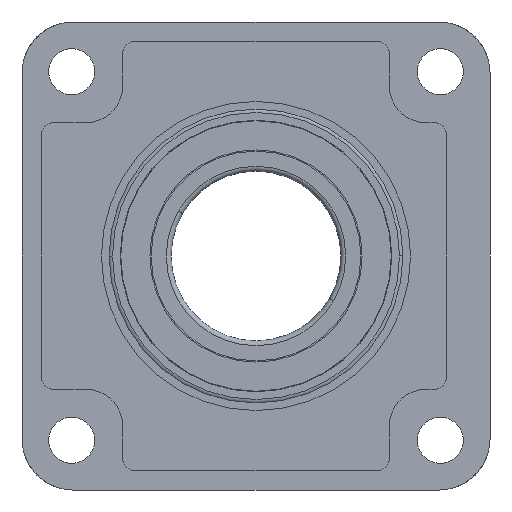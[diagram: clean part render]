
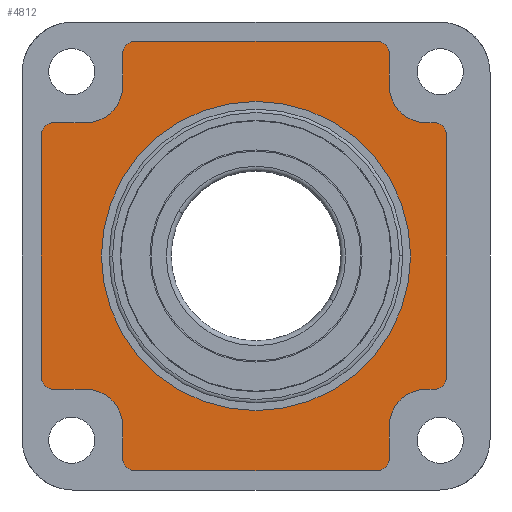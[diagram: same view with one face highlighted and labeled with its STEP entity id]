
A CAD part, front view. The second image highlights one B-rep face of the part: STEP entity #4812.
In plain terms, the highlighted planar face has unit normal (0, -1, 0).
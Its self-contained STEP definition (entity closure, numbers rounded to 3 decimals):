
#1165=CARTESIAN_POINT('',(0.,-19.,0.));
#1166=DIRECTION('',(0.,1.,0.));
#1167=DIRECTION('',(-1.,0.,0.));
#1168=AXIS2_PLACEMENT_3D('',#1165,#1166,#1167);
#1170=CARTESIAN_POINT('',(0.,-19.,0.));
#1171=DIRECTION('',(0.,1.,0.));
#1172=DIRECTION('',(1.,0.,0.));
#1173=AXIS2_PLACEMENT_3D('',#1170,#1171,#1172);
#1175=CARTESIAN_POINT('',(50.,-19.,-83.5));
#1176=DIRECTION('',(0.,-1.,0.));
#1177=DIRECTION('',(0.,0.,-1.));
#1178=AXIS2_PLACEMENT_3D('',#1175,#1176,#1177);
#1180=DIRECTION('',(1.,0.,0.));
#1181=VECTOR('',#1180,100.);
#1182=CARTESIAN_POINT('',(-50.,-19.,-88.5));
#1183=LINE('',#1182,#1181);
#1184=CARTESIAN_POINT('',(-50.,-19.,-83.5));
#1185=DIRECTION('',(0.,-1.,0.));
#1186=DIRECTION('',(-1.,0.,0.));
#1187=AXIS2_PLACEMENT_3D('',#1184,#1185,#1186);
#1189=DIRECTION('',(0.,0.,-1.));
#1190=VECTOR('',#1189,13.5);
#1191=CARTESIAN_POINT('',(-55.,-19.,-70.));
#1192=LINE('',#1191,#1190);
#1193=CARTESIAN_POINT('',(-70.,-19.,-70.));
#1194=DIRECTION('',(0.,1.,0.));
#1195=DIRECTION('',(0.,0.,1.));
#1196=AXIS2_PLACEMENT_3D('',#1193,#1194,#1195);
#1198=DIRECTION('',(1.,0.,0.));
#1199=VECTOR('',#1198,13.5);
#1200=CARTESIAN_POINT('',(-83.5,-19.,-55.));
#1201=LINE('',#1200,#1199);
#1202=CARTESIAN_POINT('',(-83.5,-19.,-50.));
#1203=DIRECTION('',(0.,-1.,0.));
#1204=DIRECTION('',(-1.,0.,0.));
#1205=AXIS2_PLACEMENT_3D('',#1202,#1203,#1204);
#1207=DIRECTION('',(0.,0.,-1.));
#1208=VECTOR('',#1207,100.);
#1209=CARTESIAN_POINT('',(-88.5,-19.,50.));
#1210=LINE('',#1209,#1208);
#1211=CARTESIAN_POINT('',(-83.5,-19.,50.));
#1212=DIRECTION('',(0.,-1.,0.));
#1213=DIRECTION('',(0.,0.,1.));
#1214=AXIS2_PLACEMENT_3D('',#1211,#1212,#1213);
#1216=DIRECTION('',(-1.,0.,0.));
#1217=VECTOR('',#1216,13.5);
#1218=CARTESIAN_POINT('',(-70.,-19.,55.));
#1219=LINE('',#1218,#1217);
#1220=CARTESIAN_POINT('',(-70.,-19.,70.));
#1221=DIRECTION('',(0.,1.,0.));
#1222=DIRECTION('',(1.,0.,0.));
#1223=AXIS2_PLACEMENT_3D('',#1220,#1221,#1222);
#1225=DIRECTION('',(0.,0.,-1.));
#1226=VECTOR('',#1225,13.5);
#1227=CARTESIAN_POINT('',(-55.,-19.,83.5));
#1228=LINE('',#1227,#1226);
#1229=CARTESIAN_POINT('',(-50.,-19.,83.5));
#1230=DIRECTION('',(0.,-1.,0.));
#1231=DIRECTION('',(0.,0.,1.));
#1232=AXIS2_PLACEMENT_3D('',#1229,#1230,#1231);
#1234=DIRECTION('',(-1.,0.,0.));
#1235=VECTOR('',#1234,100.);
#1236=CARTESIAN_POINT('',(50.,-19.,88.5));
#1237=LINE('',#1236,#1235);
#1238=CARTESIAN_POINT('',(50.,-19.,83.5));
#1239=DIRECTION('',(0.,-1.,0.));
#1240=DIRECTION('',(1.,0.,0.));
#1241=AXIS2_PLACEMENT_3D('',#1238,#1239,#1240);
#1243=DIRECTION('',(0.,0.,1.));
#1244=VECTOR('',#1243,13.5);
#1245=CARTESIAN_POINT('',(55.,-19.,70.));
#1246=LINE('',#1245,#1244);
#1247=CARTESIAN_POINT('',(70.,-19.,70.));
#1248=DIRECTION('',(0.,1.,0.));
#1249=DIRECTION('',(0.,0.,-1.));
#1250=AXIS2_PLACEMENT_3D('',#1247,#1248,#1249);
#1252=DIRECTION('',(-1.,0.,0.));
#1253=VECTOR('',#1252,3.5);
#1254=CARTESIAN_POINT('',(73.5,-19.,55.));
#1255=LINE('',#1254,#1253);
#1256=CARTESIAN_POINT('',(73.5,-19.,50.));
#1257=DIRECTION('',(0.,-1.,0.));
#1258=DIRECTION('',(1.,0.,0.));
#1259=AXIS2_PLACEMENT_3D('',#1256,#1257,#1258);
#1261=DIRECTION('',(0.,0.,1.));
#1262=VECTOR('',#1261,100.);
#1263=CARTESIAN_POINT('',(78.5,-19.,-50.));
#1264=LINE('',#1263,#1262);
#1265=CARTESIAN_POINT('',(73.5,-19.,-50.));
#1266=DIRECTION('',(0.,-1.,0.));
#1267=DIRECTION('',(0.,0.,-1.));
#1268=AXIS2_PLACEMENT_3D('',#1265,#1266,#1267);
#1270=DIRECTION('',(1.,0.,0.));
#1271=VECTOR('',#1270,3.5);
#1272=CARTESIAN_POINT('',(70.,-19.,-55.));
#1273=LINE('',#1272,#1271);
#1274=CARTESIAN_POINT('',(70.,-19.,-70.));
#1275=DIRECTION('',(0.,1.,0.));
#1276=DIRECTION('',(-1.,0.,0.));
#1277=AXIS2_PLACEMENT_3D('',#1274,#1275,#1276);
#1279=DIRECTION('',(0.,0.,1.));
#1280=VECTOR('',#1279,13.5);
#1281=CARTESIAN_POINT('',(55.,-19.,-83.5));
#1282=LINE('',#1281,#1280);
#2973=CARTESIAN_POINT('',(-63.75,-19.,0.));
#2974=VERTEX_POINT('',#2973);
#2975=CARTESIAN_POINT('',(63.75,-19.,0.));
#2976=VERTEX_POINT('',#2975);
#3029=CARTESIAN_POINT('',(55.,-19.,-70.));
#3030=CARTESIAN_POINT('',(70.,-19.,-55.));
#3031=VERTEX_POINT('',#3029);
#3032=VERTEX_POINT('',#3030);
#3033=CARTESIAN_POINT('',(70.,-19.,55.));
#3034=CARTESIAN_POINT('',(55.,-19.,70.));
#3035=VERTEX_POINT('',#3033);
#3036=VERTEX_POINT('',#3034);
#3037=CARTESIAN_POINT('',(-55.,-19.,70.));
#3038=CARTESIAN_POINT('',(-70.,-19.,55.));
#3039=VERTEX_POINT('',#3037);
#3040=VERTEX_POINT('',#3038);
#3041=CARTESIAN_POINT('',(-70.,-19.,-55.));
#3042=CARTESIAN_POINT('',(-55.,-19.,-70.));
#3043=VERTEX_POINT('',#3041);
#3044=VERTEX_POINT('',#3042);
#3061=CARTESIAN_POINT('',(50.,-19.,-88.5));
#3062=CARTESIAN_POINT('',(55.,-19.,-83.5));
#3063=VERTEX_POINT('',#3061);
#3064=VERTEX_POINT('',#3062);
#3069=CARTESIAN_POINT('',(-55.,-19.,-83.5));
#3070=CARTESIAN_POINT('',(-50.,-19.,-88.5));
#3071=VERTEX_POINT('',#3069);
#3072=VERTEX_POINT('',#3070);
#3077=CARTESIAN_POINT('',(-88.5,-19.,-50.));
#3078=CARTESIAN_POINT('',(-83.5,-19.,-55.));
#3079=VERTEX_POINT('',#3077);
#3080=VERTEX_POINT('',#3078);
#3085=CARTESIAN_POINT('',(73.5,-19.,-55.));
#3086=CARTESIAN_POINT('',(78.5,-19.,-50.));
#3087=VERTEX_POINT('',#3085);
#3088=VERTEX_POINT('',#3086);
#3093=CARTESIAN_POINT('',(-83.5,-19.,55.));
#3094=CARTESIAN_POINT('',(-88.5,-19.,50.));
#3095=VERTEX_POINT('',#3093);
#3096=VERTEX_POINT('',#3094);
#3101=CARTESIAN_POINT('',(-50.,-19.,88.5));
#3102=CARTESIAN_POINT('',(-55.,-19.,83.5));
#3103=VERTEX_POINT('',#3101);
#3104=VERTEX_POINT('',#3102);
#3109=CARTESIAN_POINT('',(78.5,-19.,50.));
#3110=VERTEX_POINT('',#3109);
#3111=CARTESIAN_POINT('',(50.,-19.,88.5));
#3112=VERTEX_POINT('',#3111);
#3117=CARTESIAN_POINT('',(55.,-19.,83.5));
#3118=VERTEX_POINT('',#3117);
#3121=CARTESIAN_POINT('',(73.5,-19.,55.));
#3122=VERTEX_POINT('',#3121);
#4753=CARTESIAN_POINT('',(0.,-19.,0.));
#4754=DIRECTION('',(0.,-1.,0.));
#4755=DIRECTION('',(-1.,0.,0.));
#4756=AXIS2_PLACEMENT_3D('',#4753,#4754,#4755);
#4757=PLANE('',#4756);
#4759=ORIENTED_EDGE('',*,*,#4758,.F.);
#4761=ORIENTED_EDGE('',*,*,#4760,.F.);
#4763=ORIENTED_EDGE('',*,*,#4762,.F.);
#4765=ORIENTED_EDGE('',*,*,#4764,.F.);
#4767=ORIENTED_EDGE('',*,*,#4766,.F.);
#4769=ORIENTED_EDGE('',*,*,#4768,.F.);
#4771=ORIENTED_EDGE('',*,*,#4770,.F.);
#4773=ORIENTED_EDGE('',*,*,#4772,.F.);
#4775=ORIENTED_EDGE('',*,*,#4774,.F.);
#4777=ORIENTED_EDGE('',*,*,#4776,.F.);
#4779=ORIENTED_EDGE('',*,*,#4778,.F.);
#4781=ORIENTED_EDGE('',*,*,#4780,.F.);
#4783=ORIENTED_EDGE('',*,*,#4782,.F.);
#4785=ORIENTED_EDGE('',*,*,#4784,.F.);
#4787=ORIENTED_EDGE('',*,*,#4786,.F.);
#4789=ORIENTED_EDGE('',*,*,#4788,.F.);
#4791=ORIENTED_EDGE('',*,*,#4790,.F.);
#4793=ORIENTED_EDGE('',*,*,#4792,.F.);
#4795=ORIENTED_EDGE('',*,*,#4794,.F.);
#4797=ORIENTED_EDGE('',*,*,#4796,.F.);
#4799=ORIENTED_EDGE('',*,*,#4798,.F.);
#4801=ORIENTED_EDGE('',*,*,#4800,.F.);
#4803=ORIENTED_EDGE('',*,*,#4802,.F.);
#4805=ORIENTED_EDGE('',*,*,#4804,.F.);
#4806=EDGE_LOOP('',(#4759,#4761,#4763,#4765,#4767,#4769,#4771,#4773,#4775,#4777,
#4779,#4781,#4783,#4785,#4787,#4789,#4791,#4793,#4795,#4797,#4799,#4801,#4803,
#4805));
#4807=FACE_OUTER_BOUND('',#4806,.F.);
#4808=ORIENTED_EDGE('',*,*,#4732,.F.);
#4809=ORIENTED_EDGE('',*,*,#4748,.F.);
#4810=EDGE_LOOP('',(#4808,#4809));
#4811=FACE_BOUND('',#4810,.F.);
#4812=ADVANCED_FACE('',(#4807,#4811),#4757,.T.);
#1169=CIRCLE('',#1168,63.75);
#1174=CIRCLE('',#1173,63.75);
#1179=CIRCLE('',#1178,5.);
#1188=CIRCLE('',#1187,5.);
#1197=CIRCLE('',#1196,15.);
#1206=CIRCLE('',#1205,5.);
#1215=CIRCLE('',#1214,5.);
#1224=CIRCLE('',#1223,15.);
#1233=CIRCLE('',#1232,5.);
#1242=CIRCLE('',#1241,5.);
#1251=CIRCLE('',#1250,15.);
#1260=CIRCLE('',#1259,5.);
#1269=CIRCLE('',#1268,5.);
#1278=CIRCLE('',#1277,15.);
#4732=EDGE_CURVE('',#2974,#2976,#1169,.T.);
#4748=EDGE_CURVE('',#2976,#2974,#1174,.T.);
#4758=EDGE_CURVE('',#3063,#3064,#1179,.T.);
#4760=EDGE_CURVE('',#3072,#3063,#1183,.T.);
#4762=EDGE_CURVE('',#3071,#3072,#1188,.T.);
#4764=EDGE_CURVE('',#3044,#3071,#1192,.T.);
#4766=EDGE_CURVE('',#3043,#3044,#1197,.T.);
#4768=EDGE_CURVE('',#3080,#3043,#1201,.T.);
#4770=EDGE_CURVE('',#3079,#3080,#1206,.T.);
#4772=EDGE_CURVE('',#3096,#3079,#1210,.T.);
#4774=EDGE_CURVE('',#3095,#3096,#1215,.T.);
#4776=EDGE_CURVE('',#3040,#3095,#1219,.T.);
#4778=EDGE_CURVE('',#3039,#3040,#1224,.T.);
#4780=EDGE_CURVE('',#3104,#3039,#1228,.T.);
#4782=EDGE_CURVE('',#3103,#3104,#1233,.T.);
#4784=EDGE_CURVE('',#3112,#3103,#1237,.T.);
#4786=EDGE_CURVE('',#3118,#3112,#1242,.T.);
#4788=EDGE_CURVE('',#3036,#3118,#1246,.T.);
#4790=EDGE_CURVE('',#3035,#3036,#1251,.T.);
#4792=EDGE_CURVE('',#3122,#3035,#1255,.T.);
#4794=EDGE_CURVE('',#3110,#3122,#1260,.T.);
#4796=EDGE_CURVE('',#3088,#3110,#1264,.T.);
#4798=EDGE_CURVE('',#3087,#3088,#1269,.T.);
#4800=EDGE_CURVE('',#3032,#3087,#1273,.T.);
#4802=EDGE_CURVE('',#3031,#3032,#1278,.T.);
#4804=EDGE_CURVE('',#3064,#3031,#1282,.T.);
